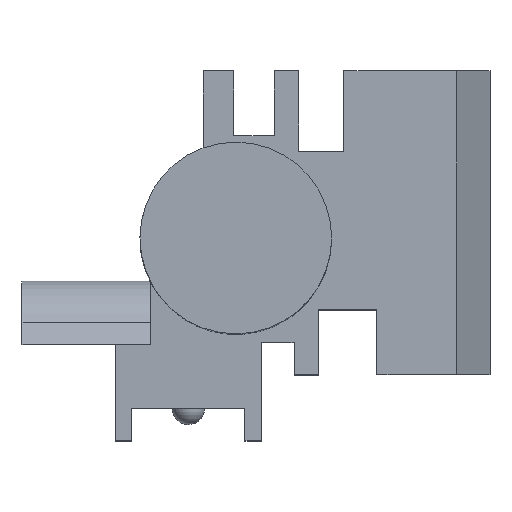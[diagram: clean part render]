
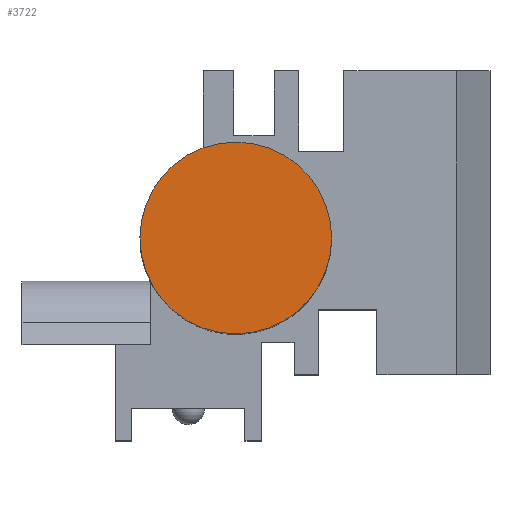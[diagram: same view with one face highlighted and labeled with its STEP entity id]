
A CAD part, top view. The second image highlights one B-rep face of the part: STEP entity #3722.
In plain terms, the highlighted planar face has unit normal (0, 0, 1).
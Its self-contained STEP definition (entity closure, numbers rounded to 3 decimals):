
#586 = CYLINDRICAL_SURFACE('',#587,2.953);
#587 = AXIS2_PLACEMENT_3D('',#588,#589,#590);
#588 = CARTESIAN_POINT('',(-0.622,0.522,0.));
#589 = DIRECTION('',(0.,0.,-1.));
#590 = DIRECTION('',(1.,0.,0.));
#2424 = VERTEX_POINT('',#2425);
#2425 = CARTESIAN_POINT('',(2.33,0.522,12.7));
#2450 = EDGE_CURVE('',#2424,#2424,#2451,.T.);
#2451 = SURFACE_CURVE('',#2452,(#2457,#2464),.PCURVE_S1.);
#2452 = CIRCLE('',#2453,2.953);
#2453 = AXIS2_PLACEMENT_3D('',#2454,#2455,#2456);
#2454 = CARTESIAN_POINT('',(-0.622,0.522,12.7));
#2455 = DIRECTION('',(0.,0.,-1.));
#2456 = DIRECTION('',(1.,0.,0.));
#2457 = PCURVE('',#586,#2458);
#2458 = DEFINITIONAL_REPRESENTATION('',(#2459),#2463);
#2459 = LINE('',#2460,#2461);
#2460 = CARTESIAN_POINT('',(-6.283,-12.7));
#2461 = VECTOR('',#2462,1.);
#2462 = DIRECTION('',(1.,-0.));
#2463 = ( GEOMETRIC_REPRESENTATION_CONTEXT(2) 
PARAMETRIC_REPRESENTATION_CONTEXT() REPRESENTATION_CONTEXT('2D SPACE',''
  ) );
#2464 = PCURVE('',#2465,#2470);
#2465 = PLANE('',#2466);
#2466 = AXIS2_PLACEMENT_3D('',#2467,#2468,#2469);
#2467 = CARTESIAN_POINT('',(0.,0.,12.7));
#2468 = DIRECTION('',(0.,0.,1.));
#2469 = DIRECTION('',(1.,0.,0.));
#2470 = DEFINITIONAL_REPRESENTATION('',(#2471),#2479);
#2471 = ( BOUNDED_CURVE() B_SPLINE_CURVE(2,(#2472,#2473,#2474,#2475,
#2476,#2477,#2478),.UNSPECIFIED.,.T.,.F.) B_SPLINE_CURVE_WITH_KNOTS((1,2
    ,2,2,2,1),(-2.094,0.,2.094,4.189,
6.283,8.378),.UNSPECIFIED.) CURVE() 
GEOMETRIC_REPRESENTATION_ITEM() RATIONAL_B_SPLINE_CURVE((1.,0.5,1.,0.5,
1.,0.5,1.)) REPRESENTATION_ITEM('') );
#2472 = CARTESIAN_POINT('',(2.33,0.522));
#2473 = CARTESIAN_POINT('',(2.33,-4.592));
#2474 = CARTESIAN_POINT('',(-2.099,-2.035));
#2475 = CARTESIAN_POINT('',(-6.528,0.522));
#2476 = CARTESIAN_POINT('',(-2.099,3.079));
#2477 = CARTESIAN_POINT('',(2.33,5.636));
#2478 = CARTESIAN_POINT('',(2.33,0.522));
#2479 = ( GEOMETRIC_REPRESENTATION_CONTEXT(2) 
PARAMETRIC_REPRESENTATION_CONTEXT() REPRESENTATION_CONTEXT('2D SPACE',''
  ) );
#3722 = ADVANCED_FACE('',(#3723),#2465,.T.);
#3723 = FACE_BOUND('',#3724,.T.);
#3724 = EDGE_LOOP('',(#3725));
#3725 = ORIENTED_EDGE('',*,*,#2450,.F.);
